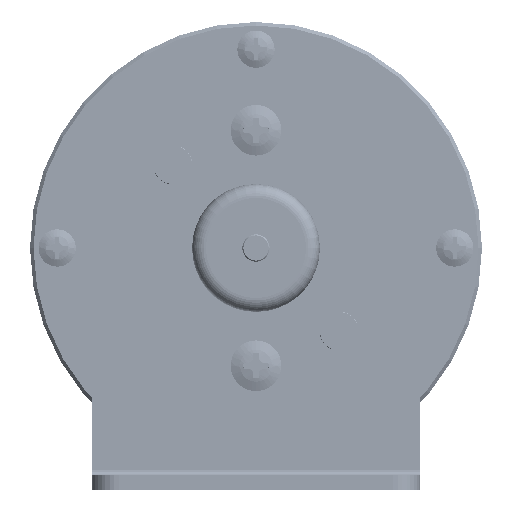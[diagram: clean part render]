
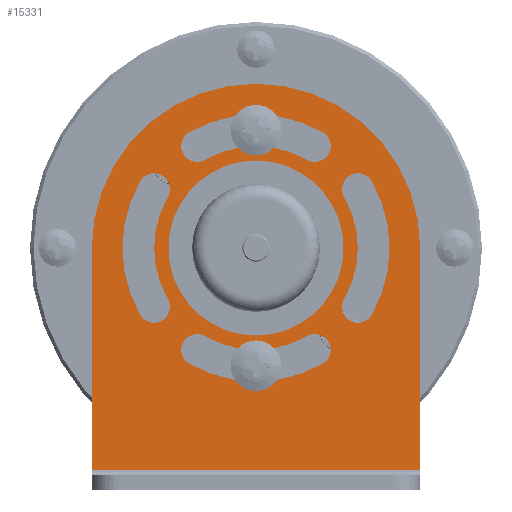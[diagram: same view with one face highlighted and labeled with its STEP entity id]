
A CAD part, front view. The second image highlights one B-rep face of the part: STEP entity #15331.
In plain terms, the highlighted face is planar.
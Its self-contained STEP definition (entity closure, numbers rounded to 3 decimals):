
#14556=CARTESIAN_POINT('',(0.,2.7,0.));
#14557=DIRECTION('',(0.,1.,0.));
#14558=DIRECTION('',(1.,0.,0.));
#14559=AXIS2_PLACEMENT_3D('',#14556,#14557,#14558);
#14561=DIRECTION('',(0.,0.,-1.));
#14562=VECTOR('',#14561,40.5);
#14563=CARTESIAN_POINT('',(30.,2.7,40.5));
#14564=LINE('',#14563,#14562);
#14565=DIRECTION('',(0.,0.,1.));
#14566=VECTOR('',#14565,40.5);
#14567=CARTESIAN_POINT('',(-30.,2.7,0.));
#14568=LINE('',#14567,#14566);
#14569=CARTESIAN_POINT('',(0.,2.7,0.));
#14570=DIRECTION('',(0.,1.,0.));
#14571=DIRECTION('',(-0.5,0.,0.866));
#14572=AXIS2_PLACEMENT_3D('',#14569,#14570,#14571);
#14574=CARTESIAN_POINT('',(10.75,2.7,18.62));
#14575=DIRECTION('',(0.,1.,0.));
#14576=DIRECTION('',(0.5,0.,0.866));
#14577=AXIS2_PLACEMENT_3D('',#14574,#14575,#14576);
#14579=CARTESIAN_POINT('',(0.,2.7,0.));
#14580=DIRECTION('',(0.,1.,0.));
#14581=DIRECTION('',(-0.5,0.,0.866));
#14582=AXIS2_PLACEMENT_3D('',#14579,#14580,#14581);
#14584=CARTESIAN_POINT('',(-10.75,2.7,18.62));
#14585=DIRECTION('',(0.,1.,0.));
#14586=DIRECTION('',(0.5,0.,-0.866));
#14587=AXIS2_PLACEMENT_3D('',#14584,#14585,#14586);
#14589=CARTESIAN_POINT('',(0.,2.7,0.));
#14590=DIRECTION('',(0.,1.,0.));
#14591=DIRECTION('',(0.866,0.,0.5));
#14592=AXIS2_PLACEMENT_3D('',#14589,#14590,#14591);
#14594=CARTESIAN_POINT('',(18.62,2.7,10.75));
#14595=DIRECTION('',(0.,1.,0.));
#14596=DIRECTION('',(-0.866,0.,-0.5));
#14597=AXIS2_PLACEMENT_3D('',#14594,#14595,#14596);
#14599=CARTESIAN_POINT('',(0.,2.7,0.));
#14600=DIRECTION('',(0.,1.,0.));
#14601=DIRECTION('',(0.866,0.,0.5));
#14602=AXIS2_PLACEMENT_3D('',#14599,#14600,#14601);
#14604=CARTESIAN_POINT('',(18.62,2.7,-10.75));
#14605=DIRECTION('',(0.,1.,0.));
#14606=DIRECTION('',(0.866,0.,-0.5));
#14607=AXIS2_PLACEMENT_3D('',#14604,#14605,#14606);
#14609=CARTESIAN_POINT('',(0.,2.7,0.));
#14610=DIRECTION('',(0.,1.,0.));
#14611=DIRECTION('',(-0.866,0.,-0.5));
#14612=AXIS2_PLACEMENT_3D('',#14609,#14610,#14611);
#14614=CARTESIAN_POINT('',(-18.62,2.7,-10.75));
#14615=DIRECTION('',(0.,1.,0.));
#14616=DIRECTION('',(0.866,0.,0.5));
#14617=AXIS2_PLACEMENT_3D('',#14614,#14615,#14616);
#14619=CARTESIAN_POINT('',(0.,2.7,0.));
#14620=DIRECTION('',(0.,1.,0.));
#14621=DIRECTION('',(-0.866,0.,-0.5));
#14622=AXIS2_PLACEMENT_3D('',#14619,#14620,#14621);
#14624=CARTESIAN_POINT('',(-18.62,2.7,10.75));
#14625=DIRECTION('',(0.,1.,0.));
#14626=DIRECTION('',(-0.866,0.,0.5));
#14627=AXIS2_PLACEMENT_3D('',#14624,#14625,#14626);
#14629=CARTESIAN_POINT('',(0.,2.7,0.));
#14630=DIRECTION('',(0.,1.,0.));
#14631=DIRECTION('',(0.5,0.,-0.866));
#14632=AXIS2_PLACEMENT_3D('',#14629,#14630,#14631);
#14634=CARTESIAN_POINT('',(-10.75,2.7,-18.62));
#14635=DIRECTION('',(0.,1.,0.));
#14636=DIRECTION('',(-0.5,0.,-0.866));
#14637=AXIS2_PLACEMENT_3D('',#14634,#14635,#14636);
#14639=CARTESIAN_POINT('',(0.,2.7,0.));
#14640=DIRECTION('',(0.,1.,0.));
#14641=DIRECTION('',(0.5,0.,-0.866));
#14642=AXIS2_PLACEMENT_3D('',#14639,#14640,#14641);
#14644=CARTESIAN_POINT('',(10.75,2.7,-18.62));
#14645=DIRECTION('',(0.,1.,0.));
#14646=DIRECTION('',(-0.5,0.,0.866));
#14647=AXIS2_PLACEMENT_3D('',#14644,#14645,#14646);
#14649=CARTESIAN_POINT('',(0.,2.7,0.));
#14650=DIRECTION('',(0.,1.,0.));
#14651=DIRECTION('',(1.,0.,0.));
#14652=AXIS2_PLACEMENT_3D('',#14649,#14650,#14651);
#14654=CARTESIAN_POINT('',(0.,2.7,0.));
#14655=DIRECTION('',(0.,1.,0.));
#14656=DIRECTION('',(-1.,0.,0.));
#14657=AXIS2_PLACEMENT_3D('',#14654,#14655,#14656);
#14680=DIRECTION('',(1.,0.,0.));
#14681=VECTOR('',#14680,60.);
#14682=CARTESIAN_POINT('',(-30.,2.7,40.5));
#14683=LINE('',#14682,#14681);
#15110=CARTESIAN_POINT('',(30.,2.7,0.));
#15111=CARTESIAN_POINT('',(-30.,2.7,0.));
#15112=VERTEX_POINT('',#15110);
#15113=VERTEX_POINT('',#15111);
#15114=CARTESIAN_POINT('',(16.,2.7,0.));
#15115=CARTESIAN_POINT('',(-16.,2.7,0.));
#15116=VERTEX_POINT('',#15114);
#15117=VERTEX_POINT('',#15115);
#15130=CARTESIAN_POINT('',(-30.,2.7,40.5));
#15131=VERTEX_POINT('',#15130);
#15132=CARTESIAN_POINT('',(30.,2.7,40.5));
#15133=VERTEX_POINT('',#15132);
#15190=CARTESIAN_POINT('',(-12.2,2.7,21.131));
#15191=CARTESIAN_POINT('',(12.2,2.7,21.131));
#15192=VERTEX_POINT('',#15190);
#15193=VERTEX_POINT('',#15191);
#15194=CARTESIAN_POINT('',(9.3,2.7,16.108));
#15195=VERTEX_POINT('',#15194);
#15196=CARTESIAN_POINT('',(-9.3,2.7,16.108));
#15197=VERTEX_POINT('',#15196);
#15198=CARTESIAN_POINT('',(16.108,2.7,9.3));
#15199=CARTESIAN_POINT('',(16.108,2.7,-9.3));
#15200=VERTEX_POINT('',#15198);
#15201=VERTEX_POINT('',#15199);
#15202=CARTESIAN_POINT('',(21.131,2.7,12.2));
#15203=VERTEX_POINT('',#15202);
#15204=CARTESIAN_POINT('',(21.131,2.7,-12.2));
#15205=VERTEX_POINT('',#15204);
#15206=CARTESIAN_POINT('',(-16.108,2.7,-9.3));
#15207=CARTESIAN_POINT('',(-16.108,2.7,9.3));
#15208=VERTEX_POINT('',#15206);
#15209=VERTEX_POINT('',#15207);
#15210=CARTESIAN_POINT('',(-21.131,2.7,-12.2));
#15211=VERTEX_POINT('',#15210);
#15212=CARTESIAN_POINT('',(-21.131,2.7,12.2));
#15213=VERTEX_POINT('',#15212);
#15214=CARTESIAN_POINT('',(12.2,2.7,-21.131));
#15215=CARTESIAN_POINT('',(-12.2,2.7,-21.131));
#15216=VERTEX_POINT('',#15214);
#15217=VERTEX_POINT('',#15215);
#15218=CARTESIAN_POINT('',(-9.3,2.7,-16.108));
#15219=VERTEX_POINT('',#15218);
#15220=CARTESIAN_POINT('',(9.3,2.7,-16.108));
#15221=VERTEX_POINT('',#15220);
#15270=CARTESIAN_POINT('',(0.,2.7,0.));
#15271=DIRECTION('',(0.,1.,0.));
#15272=DIRECTION('',(1.,0.,0.));
#15273=AXIS2_PLACEMENT_3D('',#15270,#15271,#15272);
#15274=PLANE('',#15273);
#15276=ORIENTED_EDGE('',*,*,#15275,.F.);
#15278=ORIENTED_EDGE('',*,*,#15277,.F.);
#15280=ORIENTED_EDGE('',*,*,#15279,.F.);
#15282=ORIENTED_EDGE('',*,*,#15281,.F.);
#15283=EDGE_LOOP('',(#15276,#15278,#15280,#15282));
#15284=FACE_OUTER_BOUND('',#15283,.F.);
#15286=ORIENTED_EDGE('',*,*,#15285,.T.);
#15288=ORIENTED_EDGE('',*,*,#15287,.T.);
#15290=ORIENTED_EDGE('',*,*,#15289,.F.);
#15292=ORIENTED_EDGE('',*,*,#15291,.T.);
#15293=EDGE_LOOP('',(#15286,#15288,#15290,#15292));
#15294=FACE_BOUND('',#15293,.F.);
#15296=ORIENTED_EDGE('',*,*,#15295,.F.);
#15298=ORIENTED_EDGE('',*,*,#15297,.T.);
#15300=ORIENTED_EDGE('',*,*,#15299,.T.);
#15302=ORIENTED_EDGE('',*,*,#15301,.T.);
#15303=EDGE_LOOP('',(#15296,#15298,#15300,#15302));
#15304=FACE_BOUND('',#15303,.F.);
#15306=ORIENTED_EDGE('',*,*,#15305,.F.);
#15308=ORIENTED_EDGE('',*,*,#15307,.T.);
#15310=ORIENTED_EDGE('',*,*,#15309,.T.);
#15312=ORIENTED_EDGE('',*,*,#15311,.T.);
#15313=EDGE_LOOP('',(#15306,#15308,#15310,#15312));
#15314=FACE_BOUND('',#15313,.F.);
#15316=ORIENTED_EDGE('',*,*,#15315,.T.);
#15318=ORIENTED_EDGE('',*,*,#15317,.T.);
#15320=ORIENTED_EDGE('',*,*,#15319,.F.);
#15322=ORIENTED_EDGE('',*,*,#15321,.T.);
#15323=EDGE_LOOP('',(#15316,#15318,#15320,#15322));
#15324=FACE_BOUND('',#15323,.F.);
#15326=ORIENTED_EDGE('',*,*,#15325,.T.);
#15328=ORIENTED_EDGE('',*,*,#15327,.T.);
#15329=EDGE_LOOP('',(#15326,#15328));
#15330=FACE_BOUND('',#15329,.F.);
#15331=ADVANCED_FACE('',(#15284,#15294,#15304,#15314,#15324,#15330),#15274,.T.);
#14560=CIRCLE('',#14559,30.);
#14573=CIRCLE('',#14572,24.4);
#14578=CIRCLE('',#14577,2.9);
#14583=CIRCLE('',#14582,18.6);
#14588=CIRCLE('',#14587,2.9);
#14593=CIRCLE('',#14592,18.6);
#14598=CIRCLE('',#14597,2.9);
#14603=CIRCLE('',#14602,24.4);
#14608=CIRCLE('',#14607,2.9);
#14613=CIRCLE('',#14612,18.6);
#14618=CIRCLE('',#14617,2.9);
#14623=CIRCLE('',#14622,24.4);
#14628=CIRCLE('',#14627,2.9);
#14633=CIRCLE('',#14632,24.4);
#14638=CIRCLE('',#14637,2.9);
#14643=CIRCLE('',#14642,18.6);
#14648=CIRCLE('',#14647,2.9);
#14653=CIRCLE('',#14652,16.);
#14658=CIRCLE('',#14657,16.);
#15275=EDGE_CURVE('',#15112,#15113,#14560,.T.);
#15277=EDGE_CURVE('',#15133,#15112,#14564,.T.);
#15279=EDGE_CURVE('',#15131,#15133,#14683,.T.);
#15281=EDGE_CURVE('',#15113,#15131,#14568,.T.);
#15285=EDGE_CURVE('',#15192,#15193,#14573,.T.);
#15287=EDGE_CURVE('',#15193,#15195,#14578,.T.);
#15289=EDGE_CURVE('',#15197,#15195,#14583,.T.);
#15291=EDGE_CURVE('',#15197,#15192,#14588,.T.);
#15295=EDGE_CURVE('',#15200,#15201,#14593,.T.);
#15297=EDGE_CURVE('',#15200,#15203,#14598,.T.);
#15299=EDGE_CURVE('',#15203,#15205,#14603,.T.);
#15301=EDGE_CURVE('',#15205,#15201,#14608,.T.);
#15305=EDGE_CURVE('',#15208,#15209,#14613,.T.);
#15307=EDGE_CURVE('',#15208,#15211,#14618,.T.);
#15309=EDGE_CURVE('',#15211,#15213,#14623,.T.);
#15311=EDGE_CURVE('',#15213,#15209,#14628,.T.);
#15315=EDGE_CURVE('',#15216,#15217,#14633,.T.);
#15317=EDGE_CURVE('',#15217,#15219,#14638,.T.);
#15319=EDGE_CURVE('',#15221,#15219,#14643,.T.);
#15321=EDGE_CURVE('',#15221,#15216,#14648,.T.);
#15325=EDGE_CURVE('',#15116,#15117,#14653,.T.);
#15327=EDGE_CURVE('',#15117,#15116,#14658,.T.);
